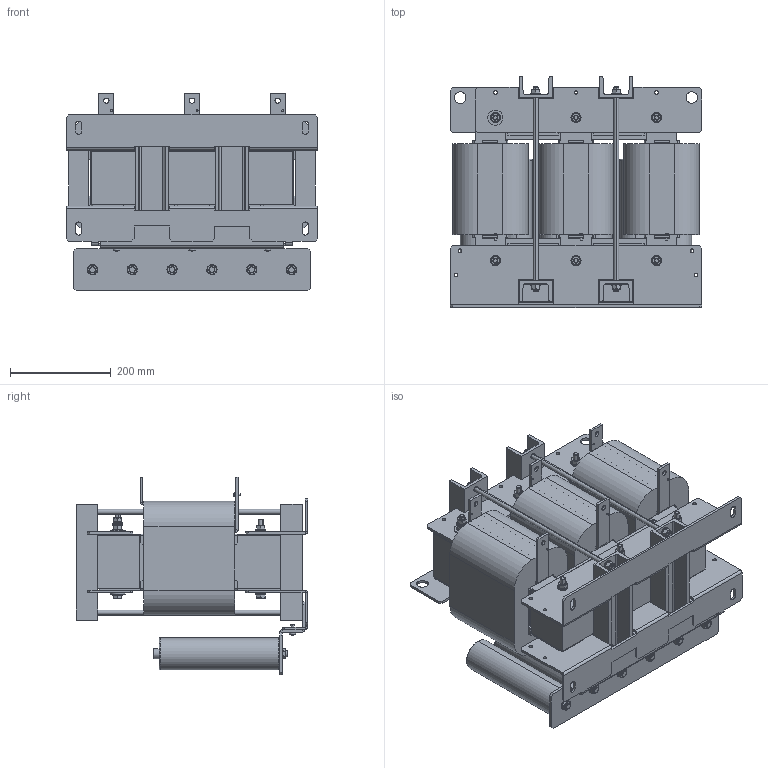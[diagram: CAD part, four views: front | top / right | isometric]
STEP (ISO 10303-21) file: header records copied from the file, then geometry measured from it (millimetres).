
FILE_DESCRIPTION (( 'STEP AP214' ), '1' );
FILE_NAME ('B 1002054.STEP', '2014-04-24T09:59:57', ( '' ), ( '' ), 'SwSTEP 2.0', 'SolidWorks 2012', '' );
FILE_SCHEMA (( 'AUTOMOTIVE_DESIGN' ));
Length unit declared in the file: millimetre
Products named in the file (29): #050-0966; +3810-0090; #700-1358; hex thin nut chamfered gradeab_din_Hexagon Thin Nut ISO 4035 - M12 - N; toothed lock washer 1_din_DIN 6797-A13; pan head cross recess screw_din_ISO 7045 - M6 x 16 - Z --- 16N; plain washer grade a_din_Washer DIN 125 - A 6.4; pan head cross recess screw_din_ISO 7045 - M4 x 10 - Z --- 10N; plain washer grade a_din_Washer DIN 125 - A 4.3; M10x150DIN933; M10x160DIN933; hex nut style 1 gradeab_din_Hexagon Nut ISO 4032 - M10 - W - N; curved spring lock washer_din_Spring washer DIN 128 - A10; hex nut style 1 gradeab_din_Hexagon Nut ISO 4032 - M10 - D - N; plain washer grade a_din_Washer DIN 125 - A 10.5; Isolierbuchse M10_M05; plain washer large_din_Washer DIN 9021 - 10.5; #700-1349; #700-1350; Kern f黵 B 1002054; Wickel f黵 B 1002054; HGW-Platte 180x100x1mm; #040-1294; #040-1295; #144-0210; #050-0899; #080-0622; Alu-Platte 100x65x3mm; B 1002054
Assembly tree (129 placements, depth 2):
  B 1002054
    Alu-Platte 100x65x3mm  x8
    #080-0622  x2
    #050-0899
    #144-0210  x6
    #040-1295
    #040-1294
    HGW-Platte 180x100x1mm  x6
    Wickel f黵 B 1002054  x3
    Kern f黵 B 1002054
    #700-1350  x3
    #700-1349  x3
    plain washer large_din_Washer DIN 9021 - 10.5  x2
    Isolierbuchse M10_M05  x10
    plain washer grade a_din_Washer DIN 125 - A 10.5  x22
    hex nut style 1 gradeab_din_Hexagon Nut ISO 4032 - M10 - D - N  x14
    curved spring lock washer_din_Spring washer DIN 128 - A10
    hex nut style 1 gradeab_din_Hexagon Nut ISO 4032 - M10 - W - N
    M10x160DIN933
    M10x150DIN933  x5
    plain washer grade a_din_Washer DIN 125 - A 4.3  x3
    pan head cross recess screw_din_ISO 7045 - M4 x 10 - Z --- 10N  x3
    plain washer grade a_din_Washer DIN 125 - A 6.4  x3
    pan head cross recess screw_din_ISO 7045 - M6 x 16 - Z --- 16N  x3
    toothed lock washer 1_din_DIN 6797-A13  x6
    hex thin nut chamfered gradeab_din_Hexagon Thin Nut ISO 4035 - M12 - N  x6
    #700-1358  x4
    +3810-0090  x6
    #050-0966  x4
Bounding box: 500 x 459 x 392.5 mm (x, y, z)
Volume: 32054501.8 mm3; surface area: 3477914 mm2
Topology: 129 solids, 129 shells, 2489 faces, 5899 edges, 3676 vertices
Faces by surface type: plane 1238, cylinder 771, cone 406, torus 62, sphere 12
Entity records: 24035 total; most frequent: CARTESIAN_POINT 4521, DIRECTION 3972, ORIENTED_EDGE 3540, EDGE_CURVE 1770, AXIS2_PLACEMENT_3D 1455, VERTEX_POINT 1108, LINE 1062, VECTOR 1062
